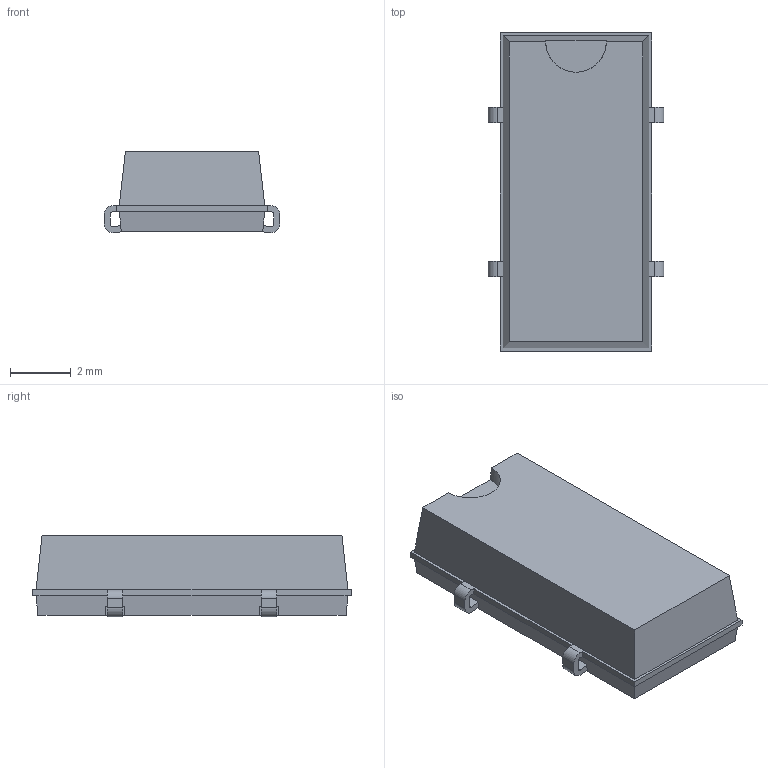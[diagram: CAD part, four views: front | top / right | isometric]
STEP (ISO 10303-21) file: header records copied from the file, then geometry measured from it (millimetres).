
FILE_DESCRIPTION(/* description */ (''),/* implementation_level */ '2;1');
FILE_NAME(/* name */ 'OSC_EPSON_SG-3030JC.stp',/* time_stamp */ '2017-07-12T15:50:41+02:00',/* author */ ('jchouvet'),/* organization */ (''),/* preprocessor_version */ 'ST-DEVELOPER v16.1',/* originating_system */ 'AutoCAD Mechanical',/* authorisation */ '');
FILE_SCHEMA (('AUTOMOTIVE_DESIGN { 1 0 10303 214 3 1 1 }'));
Length unit declared in the file: millimetre
Products named in the file (1): Product
Bounding box: 5.8 x 10.5 x 2.7 mm (x, y, z)
Volume: 125.1 mm3; surface area: 387.3 mm2
Topology: 7 solids, 7 shells, 108 faces, 282 edges, 188 vertices
Faces by surface type: plane 91, cylinder 17
Entity records: 3315 total; most frequent: CARTESIAN_POINT 579, ORIENTED_EDGE 564, DIRECTION 536, EDGE_CURVE 282, LINE 246, VECTOR 246, VERTEX_POINT 188, AXIS2_PLACEMENT_3D 145
